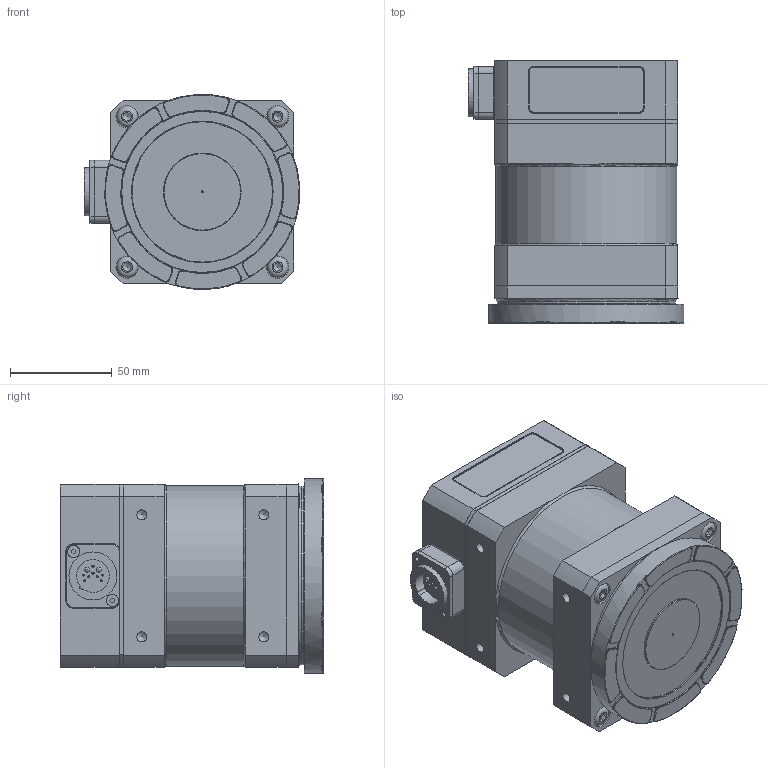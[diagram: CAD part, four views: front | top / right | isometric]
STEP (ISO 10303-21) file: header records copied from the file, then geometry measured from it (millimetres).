
FILE_DESCRIPTION(/* description */ (''),/* implementation_level */ '2;1');
FILE_NAME(/* name */ 'EHSQ090000_C_CUST.stp',/* time_stamp */ '2025-01-02T13:37:17+01:00',/* author */ ('GS'),/* organization */ (''),/* preprocessor_version */ 'ST-DEVELOPER v18.1',/* originating_system */ 'Autodesk Inventor 2021',/* authorisation */ '');
FILE_SCHEMA (('AUTOMOTIVE_DESIGN { 1 0 10303 214 3 1 1 }'));
Length unit declared in the file: millimetre
Products named in the file (1): EHSQ090000_Shrinkwrap_2
Bounding box: 105.89 x 129.4 x 95.86 mm (x, y, z)
Volume: 528862 mm3; surface area: 172895.4 mm2
Topology: 19 solids, 19 shells, 1406 faces, 3698 edges, 2415 vertices
Faces by surface type: plane 856, cylinder 400, torus 84, cone 56, bspline 10
Full cylindrical faces by diameter (mm): 1.03 x8, 1.4 x8, 2 x8, 2.2 x2, 2.39 x2, 2.5 x2, 2.8 x2, 3 x2, 3.5 x2, 4.917 x16, 6 x10, 6.4 x4, 6.5 x4, 6.75 x4, 10 x4, 10.2 x8, 10.5 x4, 11 x8, 13.7 x1, 23.6 x2, 30 x1, 38 x1, 38.2 x1, 39 x1, 68.3 x1, 69.1 x1, 69.3 x1, 71.4 x1, 79.6 x2, 82.5 x1
Entity records: 45164 total; most frequent: CARTESIAN_POINT 8025, DIRECTION 7505, ORIENTED_EDGE 7332, EDGE_CURVE 3666, AXIS2_PLACEMENT_3D 2517, LINE 2471, VECTOR 2471, VERTEX_POINT 2415
